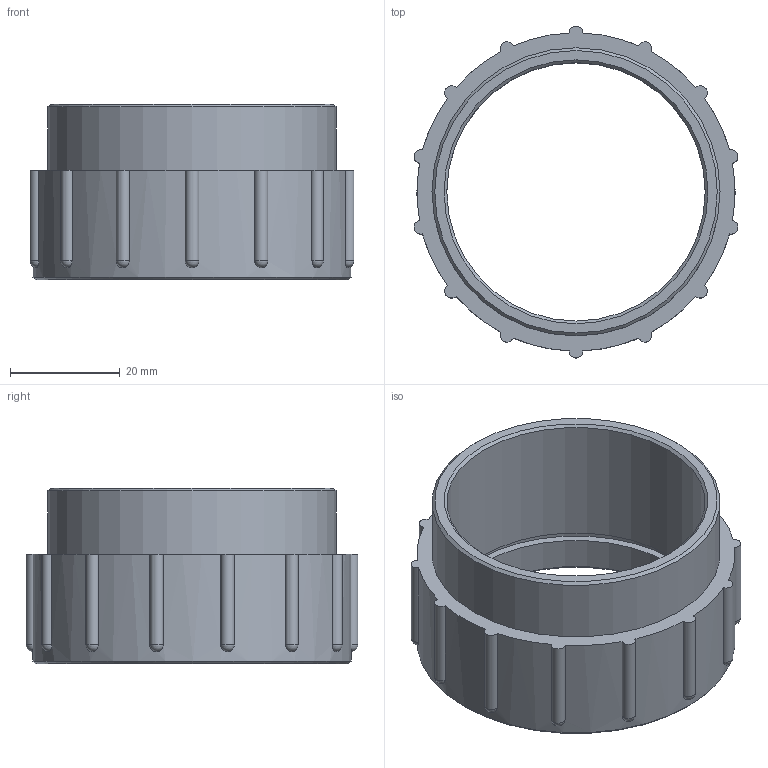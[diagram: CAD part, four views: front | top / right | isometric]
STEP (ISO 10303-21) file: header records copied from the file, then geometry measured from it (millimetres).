
FILE_DESCRIPTION(/* description */ (''),/* implementation_level */ '2;1');
FILE_NAME(/* name */ 'DLSC M.stp',/* time_stamp */ '2014-11-14T12:41:07+01:00',/* author */ ('sh'),/* organization */ (''),/* preprocessor_version */ 'ST-DEVELOPER v15.2',/* originating_system */ 'Autodesk Inventor 2014',/* authorisation */ '');
FILE_SCHEMA (('AUTOMOTIVE_DESIGN { 1 0 10303 214 3 1 1 }'));
Length unit declared in the file: millimetre
Products named in the file (1): DLSC M
Bounding box: 59.04 x 60.49 x 32 mm (x, y, z)
Volume: 23210.4 mm3; surface area: 12840.3 mm2
Topology: 1 solids, 1 shells, 42 faces, 135 edges, 84 vertices
Faces by surface type: cylinder 19, sphere 14, plane 5, cone 4
Full cylindrical faces by diameter (mm): 47.1 x2, 50 x1, 52.5 x1, 58 x1
Entity records: 1643 total; most frequent: CARTESIAN_POINT 545, DIRECTION 224, ORIENTED_EDGE 222, EDGE_CURVE 111, AXIS2_PLACEMENT_3D 98, VERTEX_POINT 83, EDGE_LOOP 56, CIRCLE 55
